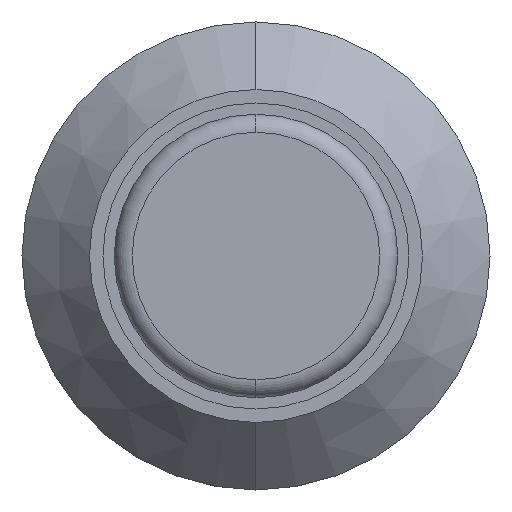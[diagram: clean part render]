
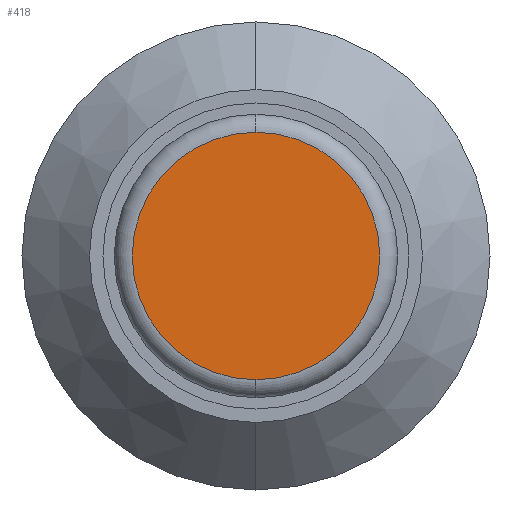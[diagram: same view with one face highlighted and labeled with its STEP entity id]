
A CAD part, left-side view. The second image highlights one B-rep face of the part: STEP entity #418.
In plain terms, the highlighted planar face has unit normal (-1, 0, 0).
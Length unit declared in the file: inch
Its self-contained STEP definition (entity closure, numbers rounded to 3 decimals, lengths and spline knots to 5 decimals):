
#23 = AXIS2_PLACEMENT_3D ( 'NONE', #1233, #143, #1079 ) ;
#44 = ORIENTED_EDGE ( 'NONE', *, *, #481, .T. ) ;
#46 = EDGE_CURVE ( 'NONE', #490, #506, #1283, .T. ) ;
#143 = DIRECTION ( 'NONE',  ( -1., 0., 0. ) ) ;
#171 = CARTESIAN_POINT ( 'NONE',  ( 0., 0., 0.0275 ) ) ;
#342 = CIRCLE ( 'NONE', #23, 0.0275 ) ;
#374 = CARTESIAN_POINT ( 'NONE',  ( 0., 0., 0. ) ) ;
#418 = ADVANCED_FACE ( 'NONE', ( #1053 ), #856, .F. ) ;
#428 = DIRECTION ( 'NONE',  ( 0., 0., 1. ) ) ;
#434 = DIRECTION ( 'NONE',  ( 0., 0., -1. ) ) ;
#481 = EDGE_CURVE ( 'NONE', #506, #490, #342, .T. ) ;
#490 = VERTEX_POINT ( 'NONE', #798 ) ;
#506 = VERTEX_POINT ( 'NONE', #171 ) ;
#562 = DIRECTION ( 'NONE',  ( 1., 0., 0. ) ) ;
#577 = ORIENTED_EDGE ( 'NONE', *, *, #46, .T. ) ;
#798 = CARTESIAN_POINT ( 'NONE',  ( 0., 0., -0.0275 ) ) ;
#856 = PLANE ( 'NONE',  #866 ) ;
#866 = AXIS2_PLACEMENT_3D ( 'NONE', #1273, #562, #434 ) ;
#911 = DIRECTION ( 'NONE',  ( -1., 0., 0. ) ) ;
#1053 = FACE_OUTER_BOUND ( 'NONE', #1213, .T. ) ;
#1079 = DIRECTION ( 'NONE',  ( 0., 0., 1. ) ) ;
#1151 = AXIS2_PLACEMENT_3D ( 'NONE', #374, #911, #428 ) ;
#1213 = EDGE_LOOP ( 'NONE', ( #44, #577 ) ) ;
#1233 = CARTESIAN_POINT ( 'NONE',  ( 0., 0., 0. ) ) ;
#1273 = CARTESIAN_POINT ( 'NONE',  ( 0., 0.02265, 0. ) ) ;
#1283 = CIRCLE ( 'NONE', #1151, 0.0275 ) ;
